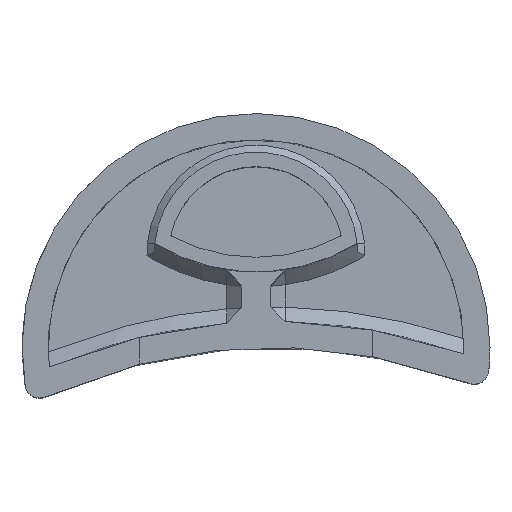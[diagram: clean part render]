
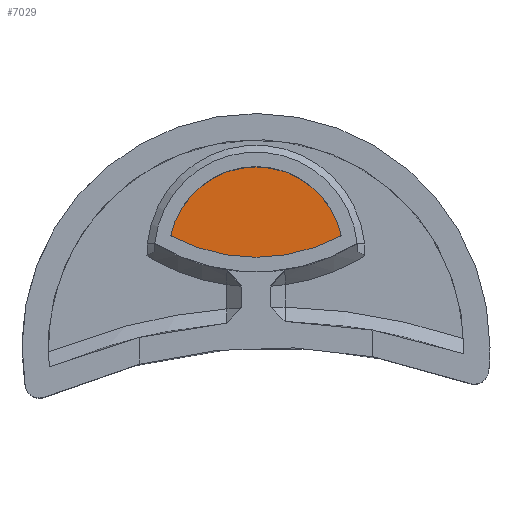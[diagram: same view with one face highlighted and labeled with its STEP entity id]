
A CAD part, top view. The second image highlights one B-rep face of the part: STEP entity #7029.
In plain terms, the highlighted planar face has unit normal (0, 0, 1).
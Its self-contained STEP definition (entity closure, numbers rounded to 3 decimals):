
#6693 = CYLINDRICAL_SURFACE('',#6694,6.);
#6694 = AXIS2_PLACEMENT_3D('',#6695,#6696,#6697);
#6695 = CARTESIAN_POINT('',(0.,6.453,0.));
#6696 = DIRECTION('',(0.,0.,-1.));
#6697 = DIRECTION('',(-1.,0.,0.));
#6720 = CYLINDRICAL_SURFACE('',#6721,12.3);
#6721 = AXIS2_PLACEMENT_3D('',#6722,#6723,#6724);
#6722 = CARTESIAN_POINT('',(0.,18.51,0.));
#6723 = DIRECTION('',(0.,0.,-1.));
#6724 = DIRECTION('',(-1.,0.,0.));
#6920 = EDGE_CURVE('',#6921,#6923,#6925,.T.);
#6921 = VERTEX_POINT('',#6922);
#6922 = CARTESIAN_POINT('',(-5.869,7.7,1.8));
#6923 = VERTEX_POINT('',#6924);
#6924 = CARTESIAN_POINT('',(5.869,7.7,1.8));
#6925 = SURFACE_CURVE('',#6926,(#6931,#6938),.PCURVE_S1.);
#6926 = CIRCLE('',#6927,6.);
#6927 = AXIS2_PLACEMENT_3D('',#6928,#6929,#6930);
#6928 = CARTESIAN_POINT('',(0.,6.453,1.8));
#6929 = DIRECTION('',(0.,0.,-1.));
#6930 = DIRECTION('',(-1.,0.,0.));
#6931 = PCURVE('',#6693,#6932);
#6932 = DEFINITIONAL_REPRESENTATION('',(#6933),#6937);
#6933 = LINE('',#6934,#6935);
#6934 = CARTESIAN_POINT('',(-6.283,-1.8));
#6935 = VECTOR('',#6936,1.);
#6936 = DIRECTION('',(1.,-0.));
#6937 = ( GEOMETRIC_REPRESENTATION_CONTEXT(2) 
PARAMETRIC_REPRESENTATION_CONTEXT() REPRESENTATION_CONTEXT('2D SPACE',''
  ) );
#6938 = PCURVE('',#6939,#6944);
#6939 = PLANE('',#6940);
#6940 = AXIS2_PLACEMENT_3D('',#6941,#6942,#6943);
#6941 = CARTESIAN_POINT('',(0.,0.,1.8));
#6942 = DIRECTION('',(0.,0.,1.));
#6943 = DIRECTION('',(1.,0.,0.));
#6944 = DEFINITIONAL_REPRESENTATION('',(#6945),#6953);
#6945 = ( BOUNDED_CURVE() B_SPLINE_CURVE(2,(#6946,#6947,#6948,#6949,
#6950,#6951,#6952),.UNSPECIFIED.,.T.,.F.) B_SPLINE_CURVE_WITH_KNOTS((1,2
    ,2,2,2,1),(-2.094,0.,2.094,4.189,
6.283,8.378),.UNSPECIFIED.) CURVE() 
GEOMETRIC_REPRESENTATION_ITEM() RATIONAL_B_SPLINE_CURVE((1.,0.5,1.,0.5,
1.,0.5,1.)) REPRESENTATION_ITEM('') );
#6946 = CARTESIAN_POINT('',(-6.,6.453));
#6947 = CARTESIAN_POINT('',(-6.,16.845));
#6948 = CARTESIAN_POINT('',(3.,11.649));
#6949 = CARTESIAN_POINT('',(12.,6.453));
#6950 = CARTESIAN_POINT('',(3.,1.256));
#6951 = CARTESIAN_POINT('',(-6.,-3.94));
#6952 = CARTESIAN_POINT('',(-6.,6.453));
#6953 = ( GEOMETRIC_REPRESENTATION_CONTEXT(2) 
PARAMETRIC_REPRESENTATION_CONTEXT() REPRESENTATION_CONTEXT('2D SPACE',''
  ) );
#7001 = EDGE_CURVE('',#6923,#6921,#7002,.T.);
#7002 = SURFACE_CURVE('',#7003,(#7008,#7015),.PCURVE_S1.);
#7003 = CIRCLE('',#7004,12.3);
#7004 = AXIS2_PLACEMENT_3D('',#7005,#7006,#7007);
#7005 = CARTESIAN_POINT('',(0.,18.51,1.8));
#7006 = DIRECTION('',(0.,0.,-1.));
#7007 = DIRECTION('',(-1.,0.,0.));
#7008 = PCURVE('',#6720,#7009);
#7009 = DEFINITIONAL_REPRESENTATION('',(#7010),#7014);
#7010 = LINE('',#7011,#7012);
#7011 = CARTESIAN_POINT('',(-6.283,-1.8));
#7012 = VECTOR('',#7013,1.);
#7013 = DIRECTION('',(1.,-0.));
#7014 = ( GEOMETRIC_REPRESENTATION_CONTEXT(2) 
PARAMETRIC_REPRESENTATION_CONTEXT() REPRESENTATION_CONTEXT('2D SPACE',''
  ) );
#7015 = PCURVE('',#6939,#7016);
#7016 = DEFINITIONAL_REPRESENTATION('',(#7017),#7025);
#7017 = ( BOUNDED_CURVE() B_SPLINE_CURVE(2,(#7018,#7019,#7020,#7021,
#7022,#7023,#7024),.UNSPECIFIED.,.T.,.F.) B_SPLINE_CURVE_WITH_KNOTS((1,2
    ,2,2,2,1),(-2.094,0.,2.094,4.189,
6.283,8.378),.UNSPECIFIED.) CURVE() 
GEOMETRIC_REPRESENTATION_ITEM() RATIONAL_B_SPLINE_CURVE((1.,0.5,1.,0.5,
1.,0.5,1.)) REPRESENTATION_ITEM('') );
#7018 = CARTESIAN_POINT('',(-12.3,18.51));
#7019 = CARTESIAN_POINT('',(-12.3,39.814));
#7020 = CARTESIAN_POINT('',(6.15,29.162));
#7021 = CARTESIAN_POINT('',(24.6,18.51));
#7022 = CARTESIAN_POINT('',(6.15,7.858));
#7023 = CARTESIAN_POINT('',(-12.3,-2.794));
#7024 = CARTESIAN_POINT('',(-12.3,18.51));
#7025 = ( GEOMETRIC_REPRESENTATION_CONTEXT(2) 
PARAMETRIC_REPRESENTATION_CONTEXT() REPRESENTATION_CONTEXT('2D SPACE',''
  ) );
#7029 = ADVANCED_FACE('',(#7030),#6939,.T.);
#7030 = FACE_BOUND('',#7031,.T.);
#7031 = EDGE_LOOP('',(#7032,#7033));
#7032 = ORIENTED_EDGE('',*,*,#6920,.F.);
#7033 = ORIENTED_EDGE('',*,*,#7001,.F.);
